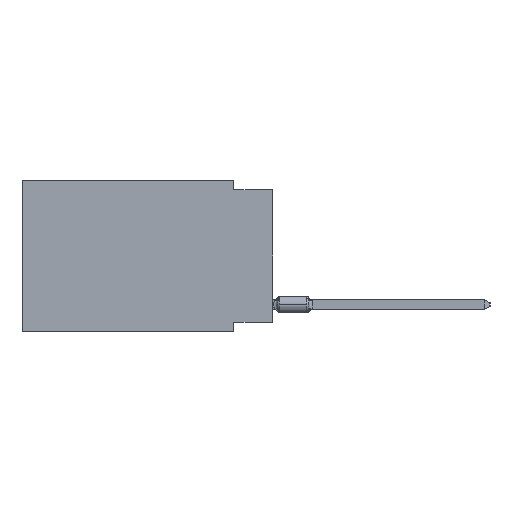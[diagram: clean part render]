
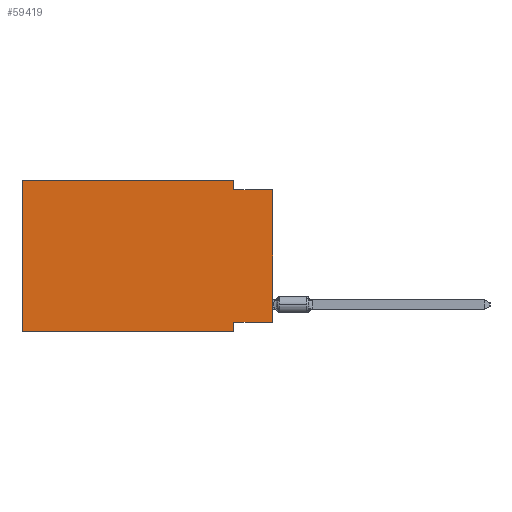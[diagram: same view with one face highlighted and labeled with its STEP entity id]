
A CAD part, left-side view. The second image highlights one B-rep face of the part: STEP entity #59419.
In plain terms, the highlighted planar face has unit normal (-1, 0, 0).
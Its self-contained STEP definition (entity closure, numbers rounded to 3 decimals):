
#89 = LINE ( 'NONE', #29886, #39666 ) ;
#258 = CARTESIAN_POINT ( 'NONE',  ( 0., 16.383, 0. ) ) ;
#841 = EDGE_CURVE ( 'NONE', #17016, #63390, #71633, .T. ) ;
#2377 = VERTEX_POINT ( 'NONE', #21925 ) ;
#3753 = VECTOR ( 'NONE', #75976, 1000. ) ;
#5040 = VECTOR ( 'NONE', #25620, 1000. ) ;
#5056 = AXIS2_PLACEMENT_3D ( 'NONE', #53107, #5458, #53505 ) ;
#5057 = ORIENTED_EDGE ( 'NONE', *, *, #841, .F. ) ;
#5458 = DIRECTION ( 'NONE',  ( 1., 0., 0. ) ) ;
#5992 = CARTESIAN_POINT ( 'NONE',  ( 0., 0., -9.271 ) ) ;
#6491 = EDGE_CURVE ( 'NONE', #7545, #39874, #49095, .T. ) ;
#7545 = VERTEX_POINT ( 'NONE', #75212 ) ;
#8268 = CARTESIAN_POINT ( 'NONE',  ( 0., 16.383, -9.906 ) ) ;
#8491 = EDGE_CURVE ( 'NONE', #17016, #54012, #53144, .T. ) ;
#9744 = ORIENTED_EDGE ( 'NONE', *, *, #6491, .F. ) ;
#11139 = ORIENTED_EDGE ( 'NONE', *, *, #62373, .F. ) ;
#11859 = VERTEX_POINT ( 'NONE', #75421 ) ;
#16788 = LINE ( 'NONE', #69637, #3753 ) ;
#17016 = VERTEX_POINT ( 'NONE', #5992 ) ;
#17759 = FACE_OUTER_BOUND ( 'NONE', #58173, .T. ) ;
#17765 = DIRECTION ( 'NONE',  ( 0., 0., 1. ) ) ;
#19528 = VECTOR ( 'NONE', #54521, 1000. ) ;
#21415 = CARTESIAN_POINT ( 'NONE',  ( 0., 0., 0. ) ) ;
#21925 = CARTESIAN_POINT ( 'NONE',  ( 0., 2.54, -9.906 ) ) ;
#23314 = PLANE ( 'NONE',  #5056 ) ;
#25229 = CARTESIAN_POINT ( 'NONE',  ( 0., 16.383, 0. ) ) ;
#25620 = DIRECTION ( 'NONE',  ( 0., -1., 0. ) ) ;
#29141 = CARTESIAN_POINT ( 'NONE',  ( 0., 0., -9.271 ) ) ;
#29886 = CARTESIAN_POINT ( 'NONE',  ( 0., 2.54, 0. ) ) ;
#30903 = DIRECTION ( 'NONE',  ( 0., -1., 0. ) ) ;
#31207 = EDGE_CURVE ( 'NONE', #54972, #11859, #89, .T. ) ;
#34861 = ORIENTED_EDGE ( 'NONE', *, *, #31207, .F. ) ;
#35861 = ORIENTED_EDGE ( 'NONE', *, *, #50501, .T. ) ;
#37244 = LINE ( 'NONE', #8268, #42673 ) ;
#38066 = EDGE_CURVE ( 'NONE', #11859, #54012, #16788, .T. ) ;
#39498 = CARTESIAN_POINT ( 'NONE',  ( 0., 2.54, -9.271 ) ) ;
#39666 = VECTOR ( 'NONE', #42176, 1000. ) ;
#39874 = VERTEX_POINT ( 'NONE', #53995 ) ;
#42176 = DIRECTION ( 'NONE',  ( 0., 0., -1. ) ) ;
#42673 = VECTOR ( 'NONE', #30903, 1000. ) ;
#47215 = CARTESIAN_POINT ( 'NONE',  ( 0., 0., -0.635 ) ) ;
#49095 = LINE ( 'NONE', #258, #65678 ) ;
#50501 = EDGE_CURVE ( 'NONE', #7545, #2377, #37244, .T. ) ;
#53107 = CARTESIAN_POINT ( 'NONE',  ( 0., 16.383, 0. ) ) ;
#53144 = LINE ( 'NONE', #21415, #73425 ) ;
#53505 = DIRECTION ( 'NONE',  ( 0., 0., -1. ) ) ;
#53995 = CARTESIAN_POINT ( 'NONE',  ( 0., 16.383, 0. ) ) ;
#54012 = VERTEX_POINT ( 'NONE', #47215 ) ;
#54521 = DIRECTION ( 'NONE',  ( 0., 1., 0. ) ) ;
#54972 = VERTEX_POINT ( 'NONE', #68432 ) ;
#56797 = LINE ( 'NONE', #62769, #57705 ) ;
#57705 = VECTOR ( 'NONE', #67141, 1000. ) ;
#58173 = EDGE_LOOP ( 'NONE', ( #73569, #59583, #34861, #66732, #9744, #35861, #11139, #5057 ) ) ;
#59419 = ADVANCED_FACE ( 'NONE', ( #17759 ), #23314, .F. ) ;
#59583 = ORIENTED_EDGE ( 'NONE', *, *, #38066, .F. ) ;
#62373 = EDGE_CURVE ( 'NONE', #63390, #2377, #56797, .T. ) ;
#62769 = CARTESIAN_POINT ( 'NONE',  ( 0., 2.54, -9.906 ) ) ;
#63390 = VERTEX_POINT ( 'NONE', #39498 ) ;
#65678 = VECTOR ( 'NONE', #17765, 1000. ) ;
#66732 = ORIENTED_EDGE ( 'NONE', *, *, #71475, .F. ) ;
#67141 = DIRECTION ( 'NONE',  ( 0., 0., -1. ) ) ;
#68432 = CARTESIAN_POINT ( 'NONE',  ( 0., 2.54, 0. ) ) ;
#69637 = CARTESIAN_POINT ( 'NONE',  ( 0., 0., -0.635 ) ) ;
#71426 = DIRECTION ( 'NONE',  ( 0., 0., 1. ) ) ;
#71475 = EDGE_CURVE ( 'NONE', #39874, #54972, #72506, .T. ) ;
#71633 = LINE ( 'NONE', #29141, #19528 ) ;
#72506 = LINE ( 'NONE', #25229, #5040 ) ;
#73425 = VECTOR ( 'NONE', #71426, 1000. ) ;
#73569 = ORIENTED_EDGE ( 'NONE', *, *, #8491, .T. ) ;
#75212 = CARTESIAN_POINT ( 'NONE',  ( 0., 16.383, -9.906 ) ) ;
#75421 = CARTESIAN_POINT ( 'NONE',  ( 0., 2.54, -0.635 ) ) ;
#75976 = DIRECTION ( 'NONE',  ( 0., -1., 0. ) ) ;
